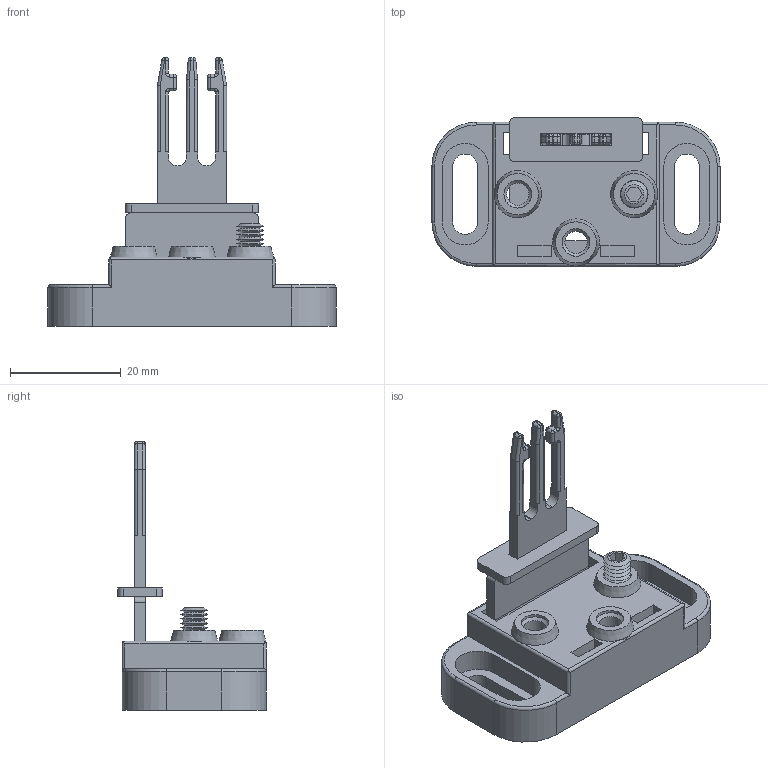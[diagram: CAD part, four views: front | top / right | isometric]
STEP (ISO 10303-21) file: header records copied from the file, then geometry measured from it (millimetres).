
FILE_DESCRIPTION (( 'STEP AP214' ), '1' );
FILE_NAME ('KEY39.step', '2019-03-21T14:05:55', ( '' ), ( '' ), 'SwSTEP 2.0', 'SolidWorks 2018', '' );
FILE_SCHEMA (( 'AUTOMOTIVE_DESIGN' ));
Length unit declared in the file: inch
Products named in the file (1): KEY39
Bounding box: 52 x 26.8 x 48.5 mm (x, y, z)
Volume: 7905.3 mm3; surface area: 8702.5 mm2
Topology: 4 solids, 4 shells, 275 faces, 725 edges, 439 vertices
Faces by surface type: cylinder 113, plane 104, cone 26, sphere 20, torus 12
Full cylindrical faces by diameter (mm): 4 x3, 5 x3
Entity records: 8060 total; most frequent: CARTESIAN_POINT 1546, DIRECTION 1385, ORIENTED_EDGE 1280, EDGE_CURVE 640, AXIS2_PLACEMENT_3D 501, VERTEX_POINT 406, LINE 383, VECTOR 383
